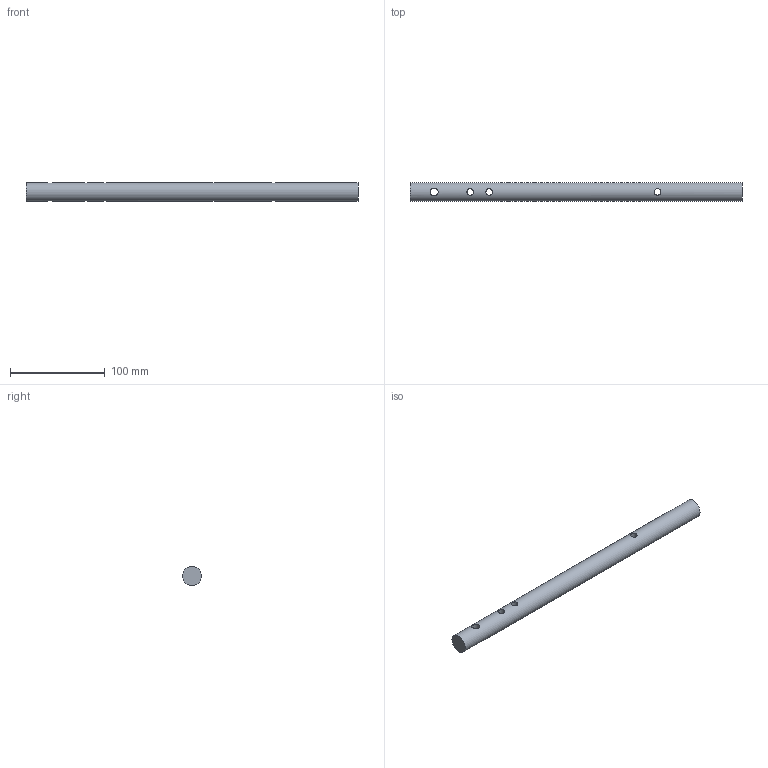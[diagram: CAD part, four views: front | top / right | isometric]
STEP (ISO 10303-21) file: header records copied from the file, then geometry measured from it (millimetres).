
FILE_DESCRIPTION(/* description */ ('Alibre Inc.'),/* implementation_level */ '2;1');
FILE_NAME(/* name */ 'export0',/* time_stamp */ '2023-07-18T15:29:49+02:00',/* author */ (''),/* organization */ (''),/* preprocessor_version */ 'ST-DEVELOPER v14',/* originating_system */ 'Alibre',/* authorisation */ '');
FILE_SCHEMA (('CONFIG_CONTROL_DESIGN'));
Length unit declared in the file: centimetre
Products named in the file (1): ID_1
Bounding box: 350 x 20 x 20 mm (x, y, z)
Volume: 106225.8 mm3; surface area: 24361.5 mm2
Topology: 1 solids, 1 shells, 9 faces, 32 edges, 22 vertices
Faces by surface type: cylinder 6, plane 3
Full cylindrical faces by diameter (mm): 4.917 x1, 7 x3, 8.376 x1, 20 x1
Entity records: 592 total; most frequent: CARTESIAN_POINT 332, ORIENTED_EDGE 26, EDGE_LOOP 24, FACE_BOUND 24, DIRECTION 23, VERTEX_POINT 13, EDGE_CURVE 13, AXIS2_PLACEMENT_3D 13
